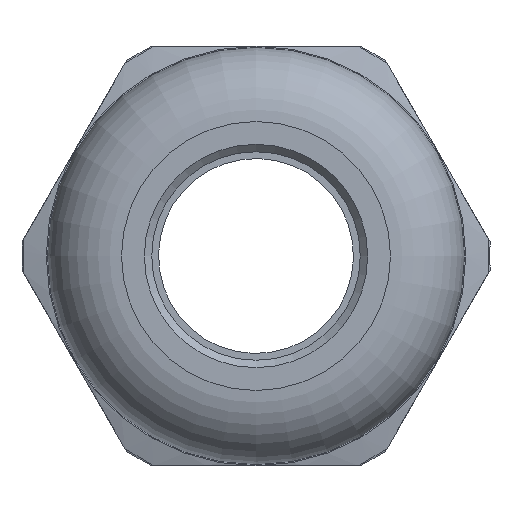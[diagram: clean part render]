
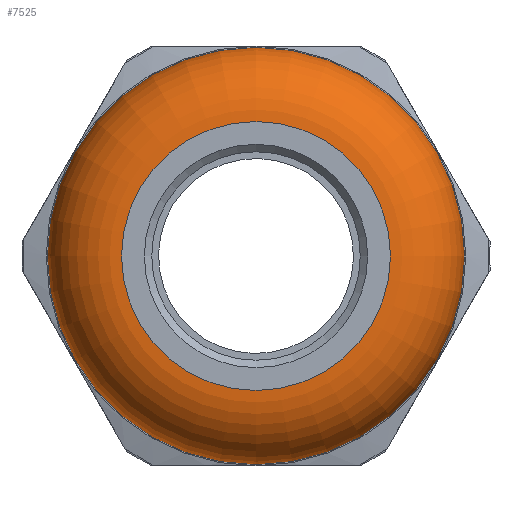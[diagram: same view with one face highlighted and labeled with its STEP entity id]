
A CAD part, left-side view. The second image highlights one B-rep face of the part: STEP entity #7525.
In plain terms, the highlighted toroidal (fillet/blend) face has major radius 5.45 mm and minor radius 3 mm.
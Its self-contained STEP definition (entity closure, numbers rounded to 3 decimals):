
#93=TOROIDAL_SURFACE('',#8061,5.45,3.);
#400=FACE_BOUND('',#2350,.T.);
#482=CIRCLE('',#7999,5.45);
#513=CIRCLE('',#8062,8.45);
#1873=FACE_OUTER_BOUND('',#2349,.T.);
#2349=EDGE_LOOP('',(#5001));
#2350=EDGE_LOOP('',(#5002));
#3044=VERTEX_POINT('',#16083);
#3092=VERTEX_POINT('',#16706);
#3737=EDGE_CURVE('',#3044,#3044,#482,.T.);
#3813=EDGE_CURVE('',#3092,#3092,#513,.T.);
#5001=ORIENTED_EDGE('',*,*,#3737,.T.);
#5002=ORIENTED_EDGE('',*,*,#3813,.T.);
#7525=ADVANCED_FACE('',(#1873,#400),#93,.T.);
#7999=AXIS2_PLACEMENT_3D('',#16084,#9009,#9010);
#8061=AXIS2_PLACEMENT_3D('',#16705,#9147,#9148);
#8062=AXIS2_PLACEMENT_3D('',#16707,#9149,#9150);
#9009=DIRECTION('center_axis',(1.,0.,0.));
#9010=DIRECTION('ref_axis',(0.,1.,0.));
#9147=DIRECTION('center_axis',(1.,0.,0.));
#9148=DIRECTION('ref_axis',(0.,0.,1.));
#9149=DIRECTION('center_axis',(-1.,0.,0.));
#9150=DIRECTION('ref_axis',(0.,1.,0.));
#16083=CARTESIAN_POINT('',(-36.547,-5.45,0.));
#16084=CARTESIAN_POINT('Origin',(-36.547,0.,0.));
#16705=CARTESIAN_POINT('Origin',(-33.547,0.,0.));
#16706=CARTESIAN_POINT('',(-33.547,-8.45,0.));
#16707=CARTESIAN_POINT('Origin',(-33.547,0.,0.));
